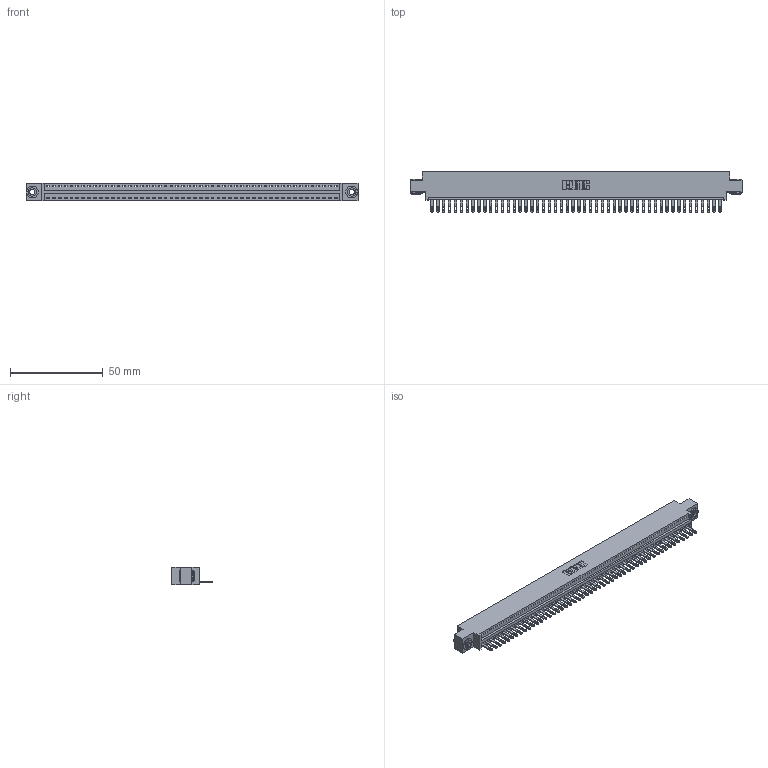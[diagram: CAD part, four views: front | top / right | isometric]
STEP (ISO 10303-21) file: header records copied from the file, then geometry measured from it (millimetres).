
FILE_DESCRIPTION (( 'STEP AP203' ), '1' );
FILE_NAME ('346-050-500-603.STEP', '2022-05-10T02:32:49', ( '' ), ( '' ), 'SwSTEP 2.0', 'SolidWorks 2020', '' );
FILE_SCHEMA (( 'CONFIG_CONTROL_DESIGN' ));
Length unit declared in the file: inch
Products named in the file (4): 346-050-500-603; 346 Part_0.170 Offset - 0.156 Dia-TH; 345-250-002_345-250-002-102; 345-292-001_345-293-100
Assembly tree (53 placements, depth 2):
  346-050-500-603
    346 Part_0.170 Offset - 0.156 Dia-TH
    345-292-001_345-293-100  x50
    345-250-002_345-250-002-102  x2
Bounding box: 179.32 x 21.84 x 9.4 mm (x, y, z)
Volume: 17098 mm3; surface area: 21985 mm2
Topology: 53 solids, 53 shells, 2878 faces, 8853 edges, 5898 vertices
Faces by surface type: plane 1804, cylinder 1066, cone 8
Entity records: 31082 total; most frequent: CARTESIAN_POINT 5307, ORIENTED_EDGE 5282, DIRECTION 4703, EDGE_CURVE 2641, LINE 2281, VECTOR 2281, VERTEX_POINT 1758, AXIS2_PLACEMENT_3D 1211
